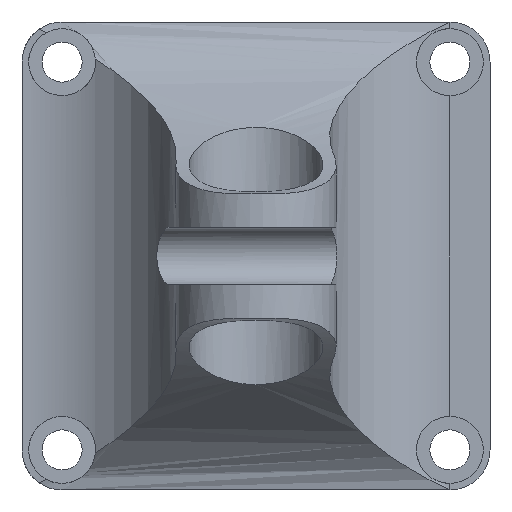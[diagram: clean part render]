
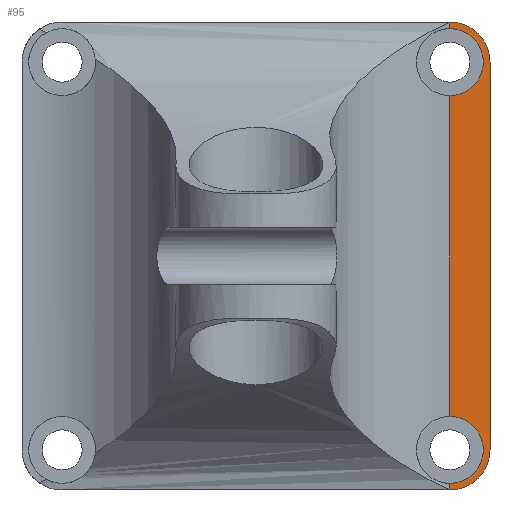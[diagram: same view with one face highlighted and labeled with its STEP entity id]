
A CAD part, front view. The second image highlights one B-rep face of the part: STEP entity #95.
In plain terms, the highlighted planar face has unit normal (0, -1, 0).
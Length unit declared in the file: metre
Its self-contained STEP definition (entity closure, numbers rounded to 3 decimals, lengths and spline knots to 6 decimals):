
#95 = ADVANCED_FACE( 'NONE', ( #213 ), #214, .T. );
#213 = FACE_OUTER_BOUND( '', #359, .T. );
#214 = PLANE( '', #360 );
#359 = EDGE_LOOP( '', ( #610, #611, #612, #613, #614, #615, #616, #617 ) );
#360 = AXIS2_PLACEMENT_3D( '', #618, #619, #620 );
#610 = ORIENTED_EDGE( '', *, *, #864, .F. );
#611 = ORIENTED_EDGE( '', *, *, #809, .T. );
#612 = ORIENTED_EDGE( '', *, *, #823, .F. );
#613 = ORIENTED_EDGE( '', *, *, #806, .T. );
#614 = ORIENTED_EDGE( '', *, *, #865, .F. );
#615 = ORIENTED_EDGE( '', *, *, #853, .F. );
#616 = ORIENTED_EDGE( '', *, *, #866, .T. );
#617 = ORIENTED_EDGE( '', *, *, #799, .T. );
#618 = CARTESIAN_POINT( '', ( 0., 0.025, -3.561317 ) );
#619 = DIRECTION( '', ( 0., -1., 0. ) );
#620 = DIRECTION( '', ( 1., 0., 0. ) );
#799 = EDGE_CURVE( 'NONE', #913, #935, #938, .T. );
#806 = EDGE_CURVE( 'NONE', #951, #949, #952, .T. );
#809 = EDGE_CURVE( 'NONE', #957, #955, #958, .T. );
#823 = EDGE_CURVE( 'NONE', #951, #955, #979, .T. );
#853 = EDGE_CURVE( 'NONE', #1026, #1027, #1028, .T. );
#864 = EDGE_CURVE( 'NONE', #957, #935, #1043, .T. );
#865 = EDGE_CURVE( 'NONE', #1027, #949, #1044, .T. );
#866 = EDGE_CURVE( 'NONE', #1026, #913, #1045, .T. );
#913 = VERTEX_POINT( 'NONE', #1184 );
#935 = VERTEX_POINT( 'NONE', #1322 );
#938 = LINE( '', #1348, #1349 );
#949 = VERTEX_POINT( 'NONE', #1392 );
#951 = VERTEX_POINT( 'NONE', #1428 );
#952 = LINE( '', #1429, #1430 );
#955 = VERTEX_POINT( 'NONE', #1454 );
#957 = VERTEX_POINT( 'NONE', #1479 );
#958 = LINE( '', #1480, #1481 );
#979 = CIRCLE( '', #1524, 0.005 );
#1026 = VERTEX_POINT( 'NONE', #1835 );
#1027 = VERTEX_POINT( 'NONE', #1836 );
#1028 = LINE( '', #1837, #1838 );
#1043 = CIRCLE( '', #1885, 0.005 );
#1044 = CIRCLE( '', #1886, 0.006 );
#1045 = CIRCLE( '', #1887, 0.006 );
#1184 = CARTESIAN_POINT( '', ( 0.960783, 0.025, -3.561317 ) );
#1322 = CARTESIAN_POINT( '', ( 0.960783, 0.025, -3.562317 ) );
#1348 = CARTESIAN_POINT( '', ( 0.960783, 0.025, -3.561317 ) );
#1349 = VECTOR( '', #2007, 1. );
#1392 = CARTESIAN_POINT( '', ( 0.960783, 0.025, -3.631317 ) );
#1428 = CARTESIAN_POINT( '', ( 0.960783, 0.025, -3.630317 ) );
#1429 = CARTESIAN_POINT( '', ( 0.960783, 0.025, -3.561317 ) );
#1430 = VECTOR( '', #2016, 1. );
#1454 = CARTESIAN_POINT( '', ( 0.960783, 0.025, -3.620317 ) );
#1479 = CARTESIAN_POINT( '', ( 0.960783, 0.025, -3.572317 ) );
#1480 = CARTESIAN_POINT( '', ( 0.960783, 0.025, -3.561317 ) );
#1481 = VECTOR( '', #2017, 1. );
#1524 = AXIS2_PLACEMENT_3D( '', #2040, #2041, #2042 );
#1835 = CARTESIAN_POINT( '', ( 0.966783, 0.025, -3.567317 ) );
#1836 = CARTESIAN_POINT( '', ( 0.966783, 0.025, -3.625317 ) );
#1837 = CARTESIAN_POINT( '', ( 0.966783, 0.025, -3.561317 ) );
#1838 = VECTOR( '', #2059, 1. );
#1885 = AXIS2_PLACEMENT_3D( '', #2068, #2069, #2070 );
#1886 = AXIS2_PLACEMENT_3D( '', #2071, #2072, #2073 );
#1887 = AXIS2_PLACEMENT_3D( '', #2074, #2075, #2076 );
#2007 = DIRECTION( '', ( 0., 0., -1. ) );
#2016 = DIRECTION( '', ( 0., 0., -1. ) );
#2017 = DIRECTION( '', ( 0., 0., -1. ) );
#2040 = CARTESIAN_POINT( '', ( 0.960783, 0.025, -3.625317 ) );
#2041 = DIRECTION( '', ( 0., -1., 0. ) );
#2042 = DIRECTION( '', ( 1., 0., 0. ) );
#2059 = DIRECTION( '', ( 0., 0., -1. ) );
#2068 = CARTESIAN_POINT( '', ( 0.960783, 0.025, -3.567317 ) );
#2069 = DIRECTION( '', ( 0., -1., 0. ) );
#2070 = DIRECTION( '', ( 1., 0., 0. ) );
#2071 = CARTESIAN_POINT( '', ( 0.960783, 0.025, -3.625317 ) );
#2072 = DIRECTION( '', ( 0., 1., 0. ) );
#2073 = DIRECTION( '', ( 1., 0., 0. ) );
#2074 = CARTESIAN_POINT( '', ( 0.960783, 0.025, -3.567317 ) );
#2075 = DIRECTION( '', ( 0., -1., 0. ) );
#2076 = DIRECTION( '', ( 1., 0., 0. ) );
